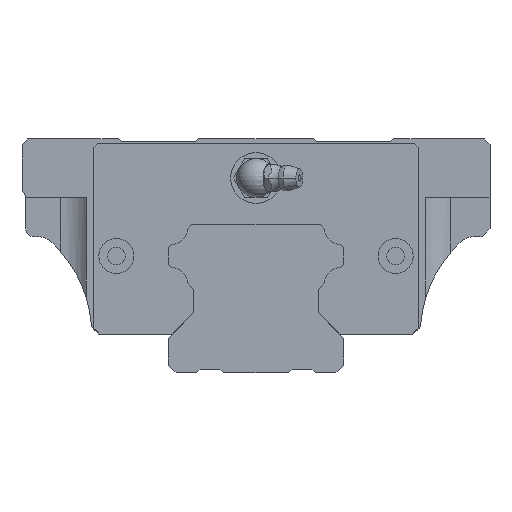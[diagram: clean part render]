
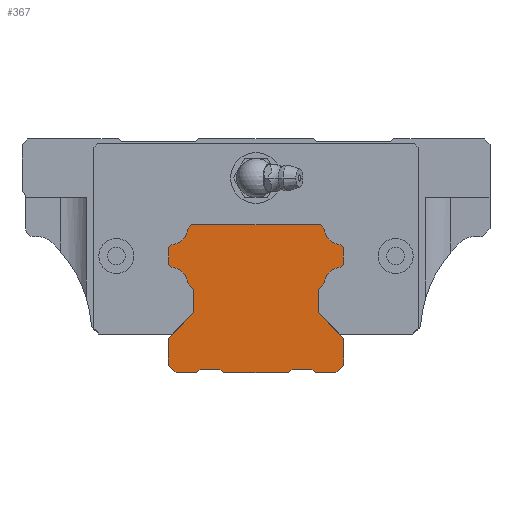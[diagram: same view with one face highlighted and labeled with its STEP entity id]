
A CAD part, front view. The second image highlights one B-rep face of the part: STEP entity #367.
In plain terms, the highlighted planar face has unit normal (0, -1, 0).
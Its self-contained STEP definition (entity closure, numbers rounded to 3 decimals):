
#367=ADVANCED_FACE('',(#808),#809,.T.);
#808=FACE_OUTER_BOUND('',#1355,.T.);
#809=PLANE('',#1356);
#1355=EDGE_LOOP('',(#3008,#3009,#3010,#3011,#3012,#3013,#3014,#3015,#3016,#3017,#3018,#3019,#3020,#3021,#3022,#3023,#3024,#3025,#3026,#3027,#3028,#3029,#3030,#3031,#3032,#3033,#3034,#3035,#3036,#3037,#3038,#3039));
#1356=AXIS2_PLACEMENT_3D('',#3040,#3041,#3042);
#3008=ORIENTED_EDGE('',*,*,#3758,.F.);
#3009=ORIENTED_EDGE('',*,*,#3815,.F.);
#3010=ORIENTED_EDGE('',*,*,#3816,.T.);
#3011=ORIENTED_EDGE('',*,*,#3772,.F.);
#3012=ORIENTED_EDGE('',*,*,#3790,.T.);
#3013=ORIENTED_EDGE('',*,*,#3817,.T.);
#3014=ORIENTED_EDGE('',*,*,#3769,.F.);
#3015=ORIENTED_EDGE('',*,*,#3765,.F.);
#3016=ORIENTED_EDGE('',*,*,#3780,.F.);
#3017=ORIENTED_EDGE('',*,*,#3783,.T.);
#3018=ORIENTED_EDGE('',*,*,#3800,.T.);
#3019=ORIENTED_EDGE('',*,*,#3818,.F.);
#3020=ORIENTED_EDGE('',*,*,#3786,.T.);
#3021=ORIENTED_EDGE('',*,*,#3819,.T.);
#3022=ORIENTED_EDGE('',*,*,#3820,.F.);
#3023=ORIENTED_EDGE('',*,*,#3821,.T.);
#3024=ORIENTED_EDGE('',*,*,#3822,.T.);
#3025=ORIENTED_EDGE('',*,*,#3823,.T.);
#3026=ORIENTED_EDGE('',*,*,#3797,.F.);
#3027=ORIENTED_EDGE('',*,*,#3793,.F.);
#3028=ORIENTED_EDGE('',*,*,#3824,.T.);
#3029=ORIENTED_EDGE('',*,*,#3776,.F.);
#3030=ORIENTED_EDGE('',*,*,#3825,.T.);
#3031=ORIENTED_EDGE('',*,*,#3826,.T.);
#3032=ORIENTED_EDGE('',*,*,#3811,.F.);
#3033=ORIENTED_EDGE('',*,*,#3827,.F.);
#3034=ORIENTED_EDGE('',*,*,#3828,.T.);
#3035=ORIENTED_EDGE('',*,*,#3829,.F.);
#3036=ORIENTED_EDGE('',*,*,#3830,.T.);
#3037=ORIENTED_EDGE('',*,*,#3831,.F.);
#3038=ORIENTED_EDGE('',*,*,#3832,.F.);
#3039=ORIENTED_EDGE('',*,*,#3762,.F.);
#3040=CARTESIAN_POINT('',(21.912,-179.0,37.212));
#3041=DIRECTION('',(0.0,-1.0,0.0));
#3042=DIRECTION('',(0.0,0.0,-1.0));
#3758=EDGE_CURVE('',#4679,#4680,#4681,.T.);
#3762=EDGE_CURVE('',#4680,#4687,#4688,.T.);
#3765=EDGE_CURVE('',#4692,#4693,#4694,.T.);
#3769=EDGE_CURVE('',#4693,#4700,#4701,.T.);
#3772=EDGE_CURVE('',#4705,#4706,#4707,.T.);
#3776=EDGE_CURVE('',#4713,#4714,#4715,.T.);
#3780=EDGE_CURVE('',#4721,#4692,#4722,.T.);
#3783=EDGE_CURVE('',#4721,#4726,#4727,.T.);
#3786=EDGE_CURVE('',#4731,#4732,#4733,.T.);
#3790=EDGE_CURVE('',#4705,#4739,#4740,.T.);
#3793=EDGE_CURVE('',#4744,#4745,#4746,.T.);
#3797=EDGE_CURVE('',#4745,#4752,#4753,.T.);
#3800=EDGE_CURVE('',#4726,#4757,#4758,.T.);
#3811=EDGE_CURVE('',#4770,#4771,#4772,.T.);
#3815=EDGE_CURVE('',#4778,#4679,#4779,.T.);
#3816=EDGE_CURVE('',#4778,#4706,#4780,.T.);
#3817=EDGE_CURVE('',#4739,#4700,#4781,.T.);
#3818=EDGE_CURVE('',#4731,#4757,#4782,.T.);
#3819=EDGE_CURVE('',#4732,#4783,#4784,.T.);
#3820=EDGE_CURVE('',#4785,#4783,#4786,.T.);
#3821=EDGE_CURVE('',#4785,#4787,#4788,.T.);
#3822=EDGE_CURVE('',#4787,#4789,#4790,.T.);
#3823=EDGE_CURVE('',#4789,#4752,#4791,.T.);
#3824=EDGE_CURVE('',#4744,#4714,#4792,.T.);
#3825=EDGE_CURVE('',#4713,#4793,#4794,.T.);
#3826=EDGE_CURVE('',#4793,#4771,#4795,.T.);
#3827=EDGE_CURVE('',#4796,#4770,#4797,.T.);
#3828=EDGE_CURVE('',#4796,#4798,#4799,.T.);
#3829=EDGE_CURVE('',#4800,#4798,#4801,.T.);
#3830=EDGE_CURVE('',#4800,#4802,#4803,.T.);
#3831=EDGE_CURVE('',#4804,#4802,#4805,.T.);
#3832=EDGE_CURVE('',#4687,#4804,#4806,.T.);
#4679=VERTEX_POINT('',#6186);
#4680=VERTEX_POINT('',#6187);
#4681=LINE('',#6188,#6189);
#4687=VERTEX_POINT('',#6198);
#4688=CIRCLE('',#6199,4.35);
#4692=VERTEX_POINT('',#6204);
#4693=VERTEX_POINT('',#6205);
#4694=CIRCLE('',#6206,4.35);
#4700=VERTEX_POINT('',#6214);
#4701=LINE('',#6215,#6216);
#4705=VERTEX_POINT('',#6222);
#4706=VERTEX_POINT('',#6223);
#4707=CIRCLE('',#6224,4.35);
#4713=VERTEX_POINT('',#6232);
#4714=VERTEX_POINT('',#6233);
#4715=LINE('',#6234,#6235);
#4721=VERTEX_POINT('',#6244);
#4722=LINE('',#6245,#6246);
#4726=VERTEX_POINT('',#6252);
#4727=LINE('',#6253,#6254);
#4731=VERTEX_POINT('',#6260);
#4732=VERTEX_POINT('',#6261);
#4733=LINE('',#6262,#6263);
#4739=VERTEX_POINT('',#6272);
#4740=LINE('',#6273,#6274);
#4744=VERTEX_POINT('',#6280);
#4745=VERTEX_POINT('',#6281);
#4746=LINE('',#6282,#6283);
#4752=VERTEX_POINT('',#6292);
#4753=LINE('',#6293,#6294);
#4757=VERTEX_POINT('',#6300);
#4758=LINE('',#6301,#6302);
#4770=VERTEX_POINT('',#6316);
#4771=VERTEX_POINT('',#6317);
#4772=LINE('',#6318,#6319);
#4778=VERTEX_POINT('',#6328);
#4779=LINE('',#6329,#6330);
#4780=LINE('',#6331,#6332);
#4781=LINE('',#6333,#6334);
#4782=LINE('',#6335,#6336);
#4783=VERTEX_POINT('',#6337);
#4784=LINE('',#6338,#6339);
#4785=VERTEX_POINT('',#6340);
#4786=LINE('',#6341,#6342);
#4787=VERTEX_POINT('',#6343);
#4788=LINE('',#6344,#6345);
#4789=VERTEX_POINT('',#6346);
#4790=LINE('',#6347,#6348);
#4791=LINE('',#6349,#6350);
#4792=LINE('',#6351,#6352);
#4793=VERTEX_POINT('',#6353);
#4794=LINE('',#6354,#6355);
#4795=LINE('',#6356,#6357);
#4796=VERTEX_POINT('',#6358);
#4797=LINE('',#6359,#6360);
#4798=VERTEX_POINT('',#6361);
#4799=LINE('',#6362,#6363);
#4800=VERTEX_POINT('',#6364);
#4801=CIRCLE('',#6365,4.35);
#4802=VERTEX_POINT('',#6366);
#4803=LINE('',#6367,#6368);
#4804=VERTEX_POINT('',#6369);
#4805=LINE('',#6370,#6371);
#4806=LINE('',#6372,#6373);
#6186=CARTESIAN_POINT('',(16.459,-179.0,38.0));
#6187=CARTESIAN_POINT('',(17.575,-179.0,36.884));
#6188=CARTESIAN_POINT('',(16.559,-179.0,37.9));
#6189=VECTOR('',#7190,1000.0);
#6198=CARTESIAN_POINT('',(21.584,-179.0,32.875));
#6199=AXIS2_PLACEMENT_3D('',#7194,#7195,#7196);
#6204=CARTESIAN_POINT('',(-17.575,-179.0,23.116));
#6205=CARTESIAN_POINT('',(-21.584,-179.0,27.125));
#6206=AXIS2_PLACEMENT_3D('',#7201,#7202,#7203);
#6214=CARTESIAN_POINT('',(-22.4,-179.0,27.941));
#6215=CARTESIAN_POINT('',(-21.584,-179.0,27.125));
#6216=VECTOR('',#7209,1000.0);
#6222=CARTESIAN_POINT('',(-21.584,-179.0,32.875));
#6223=CARTESIAN_POINT('',(-17.575,-179.0,36.884));
#6224=AXIS2_PLACEMENT_3D('',#7212,#7213,#7214);
#6232=CARTESIAN_POINT('',(20.5,-179.0,0.0));
#6233=CARTESIAN_POINT('',(15.3,-179.0,0.0));
#6234=CARTESIAN_POINT('',(20.5,-179.0,0.0));
#6235=VECTOR('',#7220,1000.0);
#6244=CARTESIAN_POINT('',(-15.9,-179.0,21.441));
#6245=CARTESIAN_POINT('',(-15.9,-179.0,21.441));
#6246=VECTOR('',#7224,1000.0);
#6252=CARTESIAN_POINT('',(-15.9,-179.0,15.459));
#6253=CARTESIAN_POINT('',(-15.9,-179.0,21.441));
#6254=VECTOR('',#7227,1000.0);
#6260=CARTESIAN_POINT('',(-22.5,-179.0,2.0));
#6261=CARTESIAN_POINT('',(-20.5,-179.0,0.0));
#6262=CARTESIAN_POINT('',(-22.5,-179.0,2.0));
#6263=VECTOR('',#7230,1000.0);
#6272=CARTESIAN_POINT('',(-22.4,-179.0,32.059));
#6273=CARTESIAN_POINT('',(-21.584,-179.0,32.875));
#6274=VECTOR('',#7234,1000.0);
#6280=CARTESIAN_POINT('',(14.3,-179.0,1.0));
#6281=CARTESIAN_POINT('',(9.3,-179.0,1.0));
#6282=CARTESIAN_POINT('',(14.3,-179.0,1.0));
#6283=VECTOR('',#7237,1000.0);
#6292=CARTESIAN_POINT('',(8.3,-179.0,0.0));
#6293=CARTESIAN_POINT('',(9.3,-179.0,1.0));
#6294=VECTOR('',#7241,1000.0);
#6300=CARTESIAN_POINT('',(-22.5,-179.0,8.859));
#6301=CARTESIAN_POINT('',(-15.9,-179.0,15.459));
#6302=VECTOR('',#7244,1000.0);
#6316=CARTESIAN_POINT('',(15.9,-179.0,15.459));
#6317=CARTESIAN_POINT('',(22.5,-179.0,8.859));
#6318=CARTESIAN_POINT('',(15.9,-179.0,15.459));
#6319=VECTOR('',#7271,1000.0);
#6328=CARTESIAN_POINT('',(-16.459,-179.0,38.0));
#6329=CARTESIAN_POINT('',(21.912,-179.0,38.0));
#6330=VECTOR('',#7275,1000.0);
#6331=CARTESIAN_POINT('',(-16.559,-179.0,37.9));
#6332=VECTOR('',#7276,1000.0);
#6333=CARTESIAN_POINT('',(-22.4,-179.0,32.059));
#6334=VECTOR('',#7277,1000.0);
#6335=CARTESIAN_POINT('',(-22.5,-179.0,2.0));
#6336=VECTOR('',#7278,1000.0);
#6337=CARTESIAN_POINT('',(-15.3,-179.0,0.0));
#6338=CARTESIAN_POINT('',(-20.5,-179.0,0.0));
#6339=VECTOR('',#7279,1000.0);
#6340=CARTESIAN_POINT('',(-14.3,-179.0,1.0));
#6341=CARTESIAN_POINT('',(-14.3,-179.0,1.0));
#6342=VECTOR('',#7280,1000.0);
#6343=CARTESIAN_POINT('',(-9.3,-179.0,1.0));
#6344=CARTESIAN_POINT('',(-14.3,-179.0,1.0));
#6345=VECTOR('',#7281,1000.0);
#6346=CARTESIAN_POINT('',(-8.3,-179.0,0.0));
#6347=CARTESIAN_POINT('',(-9.3,-179.0,1.0));
#6348=VECTOR('',#7282,1000.0);
#6349=CARTESIAN_POINT('',(-8.3,-179.0,0.0));
#6350=VECTOR('',#7283,1000.0);
#6351=CARTESIAN_POINT('',(14.3,-179.0,1.0));
#6352=VECTOR('',#7284,1000.0);
#6353=CARTESIAN_POINT('',(22.5,-179.0,2.0));
#6354=CARTESIAN_POINT('',(20.5,-179.0,0.0));
#6355=VECTOR('',#7285,1000.0);
#6356=CARTESIAN_POINT('',(22.5,-179.0,2.0));
#6357=VECTOR('',#7286,1000.0);
#6358=CARTESIAN_POINT('',(15.9,-179.0,21.441));
#6359=CARTESIAN_POINT('',(15.9,-179.0,21.441));
#6360=VECTOR('',#7287,1000.0);
#6361=CARTESIAN_POINT('',(17.575,-179.0,23.116));
#6362=CARTESIAN_POINT('',(15.9,-179.0,21.441));
#6363=VECTOR('',#7288,1000.0);
#6364=CARTESIAN_POINT('',(21.584,-179.0,27.125));
#6365=AXIS2_PLACEMENT_3D('',#7289,#7290,#7291);
#6366=CARTESIAN_POINT('',(22.4,-179.0,27.941));
#6367=CARTESIAN_POINT('',(21.584,-179.0,27.125));
#6368=VECTOR('',#7292,1000.0);
#6369=CARTESIAN_POINT('',(22.4,-179.0,32.059));
#6370=CARTESIAN_POINT('',(22.4,-179.0,32.059));
#6371=VECTOR('',#7293,1000.0);
#6372=CARTESIAN_POINT('',(21.584,-179.0,32.875));
#6373=VECTOR('',#7294,1000.0);
#7190=DIRECTION('',(0.707,0.0,-0.707));
#7194=CARTESIAN_POINT('',(21.912,-179.0,37.212));
#7195=DIRECTION('',(0.0,-1.0,0.0));
#7196=DIRECTION('',(1.0,0.0,0.0));
#7201=CARTESIAN_POINT('',(-21.912,-179.0,22.788));
#7202=DIRECTION('',(0.0,-1.0,0.0));
#7203=DIRECTION('',(1.0,0.0,0.0));
#7209=DIRECTION('',(-0.707,0.0,0.707));
#7212=CARTESIAN_POINT('',(-21.912,-179.0,37.212));
#7213=DIRECTION('',(0.0,-1.0,0.0));
#7214=DIRECTION('',(1.0,0.0,0.0));
#7220=DIRECTION('',(-1.0,0.0,0.0));
#7224=DIRECTION('',(-0.707,0.0,0.707));
#7227=DIRECTION('',(0.0,0.0,-1.0));
#7230=DIRECTION('',(0.707,0.0,-0.707));
#7234=DIRECTION('',(-0.707,0.0,-0.707));
#7237=DIRECTION('',(-1.0,0.0,0.0));
#7241=DIRECTION('',(-0.707,0.0,-0.707));
#7244=DIRECTION('',(-0.707,0.0,-0.707));
#7271=DIRECTION('',(0.707,0.0,-0.707));
#7275=DIRECTION('',(1.0,0.0,0.0));
#7276=DIRECTION('',(-0.707,0.0,-0.707));
#7277=DIRECTION('',(0.0,0.0,-1.0));
#7278=DIRECTION('',(0.0,0.0,1.0));
#7279=DIRECTION('',(1.0,0.0,0.0));
#7280=DIRECTION('',(-0.707,0.0,-0.707));
#7281=DIRECTION('',(1.0,0.0,0.0));
#7282=DIRECTION('',(0.707,0.0,-0.707));
#7283=DIRECTION('',(1.0,0.0,0.0));
#7284=DIRECTION('',(0.707,0.0,-0.707));
#7285=DIRECTION('',(0.707,0.0,0.707));
#7286=DIRECTION('',(0.0,0.0,1.0));
#7287=DIRECTION('',(0.0,0.0,-1.0));
#7288=DIRECTION('',(0.707,0.0,0.707));
#7289=CARTESIAN_POINT('',(21.912,-179.0,22.788));
#7290=DIRECTION('',(0.0,-1.0,0.0));
#7291=DIRECTION('',(1.0,0.0,0.0));
#7292=DIRECTION('',(0.707,0.0,0.707));
#7293=DIRECTION('',(0.0,0.0,-1.0));
#7294=DIRECTION('',(0.707,0.0,-0.707));
